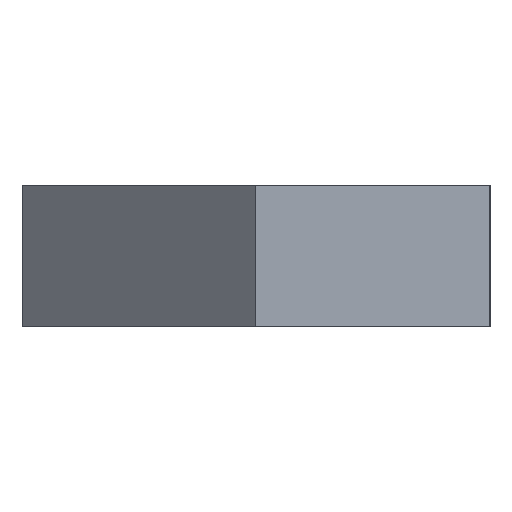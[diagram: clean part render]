
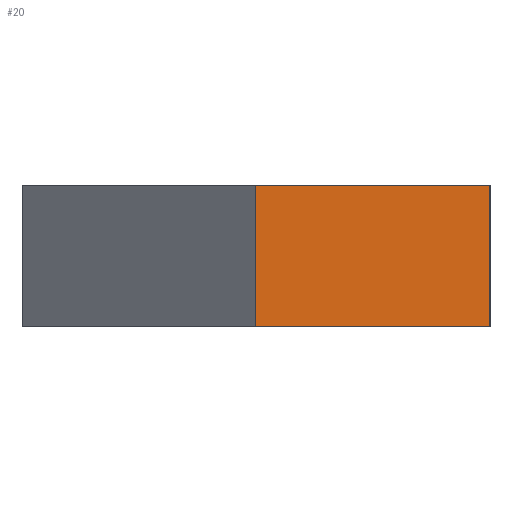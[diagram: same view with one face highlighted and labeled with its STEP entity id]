
A CAD part, left-side view. The second image highlights one B-rep face of the part: STEP entity #20.
In plain terms, the highlighted planar face has unit normal (-1, 0, 0).
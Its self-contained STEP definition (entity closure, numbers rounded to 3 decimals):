
#20=ADVANCED_FACE('',(#32),#204,.T.);
#32=FACE_OUTER_BOUND('',#44,.T.);
#44=EDGE_LOOP('',(#66,#67,#68,#69));
#66=ORIENTED_EDGE('',*,*,#122,.T.);
#67=ORIENTED_EDGE('',*,*,#123,.T.);
#68=ORIENTED_EDGE('',*,*,#120,.T.);
#69=ORIENTED_EDGE('',*,*,#124,.F.);
#120=EDGE_CURVE('',#178,#179,#162,.T.);
#122=EDGE_CURVE('',#182,#183,#164,.T.);
#123=EDGE_CURVE('',#183,#178,#165,.T.);
#124=EDGE_CURVE('',#182,#179,#166,.T.);
#162=B_SPLINE_CURVE_WITH_KNOTS('',1,(#364,#365),.UNSPECIFIED.,.F.,.F.,(2,
2),(0.,20.),.UNSPECIFIED.);
#164=B_SPLINE_CURVE_WITH_KNOTS('',1,(#368,#369),.UNSPECIFIED.,.F.,.F.,(2,
2),(-31.,-11.),.UNSPECIFIED.);
#165=B_SPLINE_CURVE_WITH_KNOTS('',1,(#370,#371),.UNSPECIFIED.,.F.,.F.,(2,
2),(993.,1026.),.UNSPECIFIED.);
#166=B_SPLINE_CURVE_WITH_KNOTS('',1,(#372,#373),.UNSPECIFIED.,.F.,.F.,(2,
2),(993.,1026.),.UNSPECIFIED.);
#178=VERTEX_POINT('',#340);
#179=VERTEX_POINT('',#341);
#182=VERTEX_POINT('',#344);
#183=VERTEX_POINT('',#345);
#204=PLANE('',#300);
#300=AXIS2_PLACEMENT_3D('',#330,#315,$);
#315=DIRECTION('',(-1.,0.,0.));
#330=CARTESIAN_POINT('',(0.,66.,0.));
#340=CARTESIAN_POINT('',(0.,0.,0.));
#341=CARTESIAN_POINT('',(0.,0.,20.));
#344=CARTESIAN_POINT('',(0.,33.,20.));
#345=CARTESIAN_POINT('',(0.,33.,0.));
#364=CARTESIAN_POINT('',(0.,0.,0.));
#365=CARTESIAN_POINT('',(0.,0.,20.));
#368=CARTESIAN_POINT('',(0.,33.,20.));
#369=CARTESIAN_POINT('',(0.,33.,0.));
#370=CARTESIAN_POINT('',(0.,33.,0.));
#371=CARTESIAN_POINT('',(0.,0.,0.));
#372=CARTESIAN_POINT('',(0.,33.,20.));
#373=CARTESIAN_POINT('',(0.,0.,20.));
